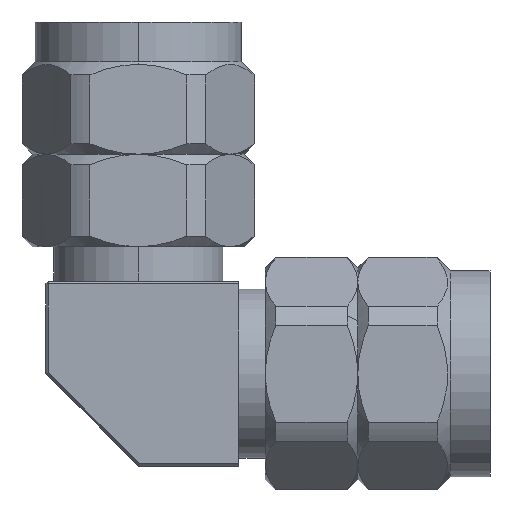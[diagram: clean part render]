
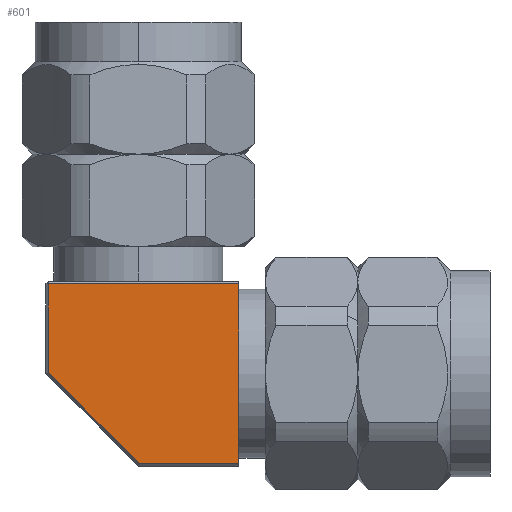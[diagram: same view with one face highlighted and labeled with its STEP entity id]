
A CAD part, left-side view. The second image highlights one B-rep face of the part: STEP entity #601.
In plain terms, the highlighted planar face has unit normal (-1, 0, 0).
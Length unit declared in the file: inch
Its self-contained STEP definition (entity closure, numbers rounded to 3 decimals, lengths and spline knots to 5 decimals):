
#437 = CARTESIAN_POINT ( 'NONE',  ( -0.09624, 0.20739, 0.40281 ) ) ;
#601 = ADVANCED_FACE ( 'NONE', ( #7283 ), #5495, .F. ) ;
#671 = EDGE_CURVE ( 'NONE', #5044, #974, #2164, .T. ) ;
#822 = CARTESIAN_POINT ( 'NONE',  ( -0.09624, 0.0719, 0.26732 ) ) ;
#851 = VERTEX_POINT ( 'NONE', #3761 ) ;
#890 = CARTESIAN_POINT ( 'NONE',  ( -0.09624, -0.07607, 0.26339 ) ) ;
#927 = CARTESIAN_POINT ( 'NONE',  ( -0.09624, -0.15481, 0.26339 ) ) ;
#940 = CARTESIAN_POINT ( 'NONE',  ( -0.09624, 0.20739, 0.26339 ) ) ;
#974 = VERTEX_POINT ( 'NONE', #6411 ) ;
#1030 = CARTESIAN_POINT ( 'NONE',  ( -0.09624, -0.15481, 0.26732 ) ) ;
#1349 = ORIENTED_EDGE ( 'NONE', *, *, #671, .T. ) ;
#1432 = VERTEX_POINT ( 'NONE', #437 ) ;
#1520 = DIRECTION ( 'NONE',  ( 1., 0., 0. ) ) ;
#1554 = EDGE_CURVE ( 'NONE', #8275, #851, #7660, .T. ) ;
#1808 = DIRECTION ( 'NONE',  ( 0., -1., 0. ) ) ;
#1950 = VECTOR ( 'NONE', #5875, 39.37008 ) ;
#2117 = ORIENTED_EDGE ( 'NONE', *, *, #7782, .T. ) ;
#2135 = AXIS2_PLACEMENT_3D ( 'NONE', #927, #1520, #4645 ) ;
#2164 = LINE ( 'NONE', #3659, #6642 ) ;
#2217 = LINE ( 'NONE', #940, #3806 ) ;
#2713 = ORIENTED_EDGE ( 'NONE', *, *, #6992, .F. ) ;
#2742 = ORIENTED_EDGE ( 'NONE', *, *, #1554, .T. ) ;
#3310 = EDGE_LOOP ( 'NONE', ( #7395, #2742, #2713, #1349, #2117 ) ) ;
#3451 = LINE ( 'NONE', #890, #4047 ) ;
#3476 = EDGE_CURVE ( 'NONE', #1432, #8275, #3950, .T. ) ;
#3659 = CARTESIAN_POINT ( 'NONE',  ( -0.09624, 0.21133, 0.53504 ) ) ;
#3761 = CARTESIAN_POINT ( 'NONE',  ( -0.09624, -0.07607, 0.26732 ) ) ;
#3806 = VECTOR ( 'NONE', #6154, 39.37008 ) ;
#3950 = LINE ( 'NONE', #6559, #1950 ) ;
#4047 = VECTOR ( 'NONE', #5886, 39.37008 ) ;
#4645 = DIRECTION ( 'NONE',  ( 0., 1., 0. ) ) ;
#4764 = CARTESIAN_POINT ( 'NONE',  ( -0.09624, -0.07607, 0.53504 ) ) ;
#5044 = VERTEX_POINT ( 'NONE', #4764 ) ;
#5094 = VECTOR ( 'NONE', #1808, 39.37008 ) ;
#5495 = PLANE ( 'NONE',  #2135 ) ;
#5875 = DIRECTION ( 'NONE',  ( 0., -0.707, -0.707 ) ) ;
#5886 = DIRECTION ( 'NONE',  ( 0., 0., -1. ) ) ;
#6154 = DIRECTION ( 'NONE',  ( 0., 0., -1. ) ) ;
#6411 = CARTESIAN_POINT ( 'NONE',  ( -0.09624, 0.20739, 0.53504 ) ) ;
#6559 = CARTESIAN_POINT ( 'NONE',  ( -0.09624, 0.07075, 0.26617 ) ) ;
#6642 = VECTOR ( 'NONE', #7500, 39.37008 ) ;
#6992 = EDGE_CURVE ( 'NONE', #5044, #851, #3451, .T. ) ;
#7283 = FACE_OUTER_BOUND ( 'NONE', #3310, .T. ) ;
#7395 = ORIENTED_EDGE ( 'NONE', *, *, #3476, .T. ) ;
#7500 = DIRECTION ( 'NONE',  ( 0., 1., 0. ) ) ;
#7660 = LINE ( 'NONE', #1030, #5094 ) ;
#7782 = EDGE_CURVE ( 'NONE', #974, #1432, #2217, .T. ) ;
#8275 = VERTEX_POINT ( 'NONE', #822 ) ;
